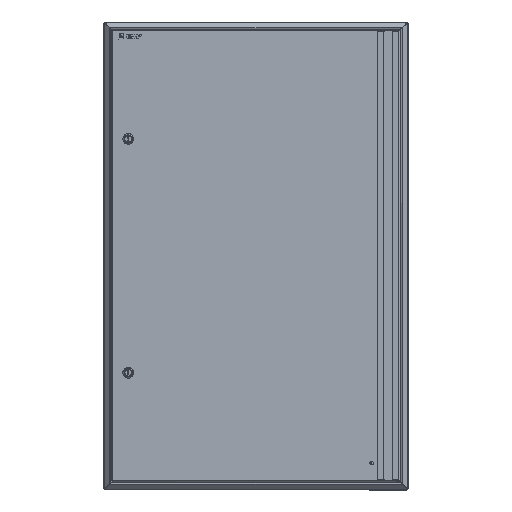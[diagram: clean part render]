
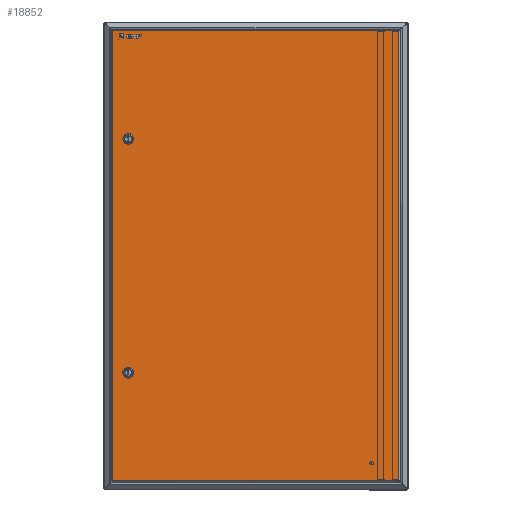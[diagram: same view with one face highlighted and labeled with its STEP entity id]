
A CAD part, top view. The second image highlights one B-rep face of the part: STEP entity #18852.
In plain terms, the highlighted planar face has unit normal (0, 0, 1).
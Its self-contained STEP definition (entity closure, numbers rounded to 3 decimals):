
#3 = VERTEX_POINT ( 'NONE', #7752 ) ;
#90 = DIRECTION ( 'NONE',  ( 1., 0., 0. ) ) ;
#125 = VECTOR ( 'NONE', #30925, 1000. ) ;
#135 = VERTEX_POINT ( 'NONE', #30382 ) ;
#218 = EDGE_LOOP ( 'NONE', ( #3559, #3856, #23891, #19171 ) ) ;
#462 = AXIS2_PLACEMENT_3D ( 'NONE', #802, #17461, #3227 ) ;
#631 = CIRCLE ( 'NONE', #13053, 9.25 ) ;
#775 = ORIENTED_EDGE ( 'NONE', *, *, #25918, .F. ) ;
#802 = CARTESIAN_POINT ( 'NONE',  ( 33.3, 233.03, 0. ) ) ;
#901 = PLANE ( 'NONE',  #21465 ) ;
#950 = CARTESIAN_POINT ( 'NONE',  ( 33.3, 733.03, 0. ) ) ;
#984 = CARTESIAN_POINT ( 'NONE',  ( 24.8, 729.381, 0. ) ) ;
#2553 = CARTESIAN_POINT ( 'NONE',  ( 41.8, 229.381, 0. ) ) ;
#2607 = EDGE_LOOP ( 'NONE', ( #13987, #23304, #11472, #775 ) ) ;
#2976 = EDGE_CURVE ( 'NONE', #6881, #23478, #9242, .T. ) ;
#3227 = DIRECTION ( 'NONE',  ( -1., 0., 0. ) ) ;
#3364 = DIRECTION ( 'NONE',  ( 1., 0., 0. ) ) ;
#3559 = ORIENTED_EDGE ( 'NONE', *, *, #25127, .F. ) ;
#3856 = ORIENTED_EDGE ( 'NONE', *, *, #20910, .F. ) ;
#4294 = CARTESIAN_POINT ( 'NONE',  ( 611.96, 2., 0. ) ) ;
#4424 = VERTEX_POINT ( 'NONE', #26944 ) ;
#4573 = VECTOR ( 'NONE', #28813, 1000. ) ;
#4962 = CARTESIAN_POINT ( 'NONE',  ( 611.96, 1.177, 0. ) ) ;
#5642 = LINE ( 'NONE', #9268, #11226 ) ;
#5731 = CARTESIAN_POINT ( 'NONE',  ( 0., 0., 0. ) ) ;
#5864 = CARTESIAN_POINT ( 'NONE',  ( 41.8, 229.381, 0. ) ) ;
#5905 = LINE ( 'NONE', #27959, #24157 ) ;
#6306 = CARTESIAN_POINT ( 'NONE',  ( 24.8, 236.679, 0. ) ) ;
#6581 = EDGE_CURVE ( 'NONE', #23430, #3, #5905, .T. ) ;
#6877 = DIRECTION ( 'NONE',  ( 0., -1., 0. ) ) ;
#6881 = VERTEX_POINT ( 'NONE', #6306 ) ;
#7345 = EDGE_CURVE ( 'NONE', #24692, #12687, #28960, .T. ) ;
#7402 = CARTESIAN_POINT ( 'NONE',  ( 611.96, 964.06, 0. ) ) ;
#7752 = CARTESIAN_POINT ( 'NONE',  ( 41.8, 736.679, 0. ) ) ;
#7861 = EDGE_LOOP ( 'NONE', ( #20094, #16487, #10485, #17945 ) ) ;
#8114 = DIRECTION ( 'NONE',  ( -1., 0., 0. ) ) ;
#9242 = LINE ( 'NONE', #25548, #21133 ) ;
#9268 = CARTESIAN_POINT ( 'NONE',  ( 612.783, 964.06, 0. ) ) ;
#9281 = CARTESIAN_POINT ( 'NONE',  ( 0., 0., 0. ) ) ;
#9733 = CARTESIAN_POINT ( 'NONE',  ( 33.3, 233.03, 0. ) ) ;
#10130 = VERTEX_POINT ( 'NONE', #984 ) ;
#10201 = VERTEX_POINT ( 'NONE', #29863 ) ;
#10203 = DIRECTION ( 'NONE',  ( 0., 1., 0. ) ) ;
#10275 = AXIS2_PLACEMENT_3D ( 'NONE', #9733, #26363, #12109 ) ;
#10485 = ORIENTED_EDGE ( 'NONE', *, *, #20066, .T. ) ;
#10908 = LINE ( 'NONE', #4962, #4573 ) ;
#11226 = VECTOR ( 'NONE', #28319, 1000. ) ;
#11235 = FACE_BOUND ( 'NONE', #218, .T. ) ;
#11472 = ORIENTED_EDGE ( 'NONE', *, *, #2976, .F. ) ;
#11557 = EDGE_CURVE ( 'NONE', #15239, #135, #5642, .T. ) ;
#11897 = CIRCLE ( 'NONE', #10275, 9.25 ) ;
#12010 = CARTESIAN_POINT ( 'NONE',  ( 0., 2., 0. ) ) ;
#12109 = DIRECTION ( 'NONE',  ( -1., 0., 0. ) ) ;
#12687 = VERTEX_POINT ( 'NONE', #4294 ) ;
#13029 = CARTESIAN_POINT ( 'NONE',  ( 33.3, 733.03, 0. ) ) ;
#13053 = AXIS2_PLACEMENT_3D ( 'NONE', #950, #17603, #3364 ) ;
#13514 = EDGE_CURVE ( 'NONE', #26104, #10201, #17649, .T. ) ;
#13987 = ORIENTED_EDGE ( 'NONE', *, *, #13514, .F. ) ;
#14691 = EDGE_CURVE ( 'NONE', #12687, #15239, #10908, .T. ) ;
#14858 = VECTOR ( 'NONE', #6877, 1000. ) ;
#14926 = CARTESIAN_POINT ( 'NONE',  ( 41.8, 729.381, 0. ) ) ;
#15239 = VERTEX_POINT ( 'NONE', #7402 ) ;
#15404 = DIRECTION ( 'NONE',  ( 1., 0., 0. ) ) ;
#16487 = ORIENTED_EDGE ( 'NONE', *, *, #11557, .T. ) ;
#17101 = LINE ( 'NONE', #28170, #23454 ) ;
#17461 = DIRECTION ( 'NONE',  ( 0., 0., 1. ) ) ;
#17542 = FACE_OUTER_BOUND ( 'NONE', #7861, .T. ) ;
#17603 = DIRECTION ( 'NONE',  ( 0., 0., 1. ) ) ;
#17649 = LINE ( 'NONE', #2553, #125 ) ;
#17945 = ORIENTED_EDGE ( 'NONE', *, *, #7345, .T. ) ;
#18308 = EDGE_CURVE ( 'NONE', #10130, #23430, #631, .T. ) ;
#18852 = ADVANCED_FACE ( 'NONE', ( #11235, #29509, #17542 ), #901, .F. ) ;
#18900 = CARTESIAN_POINT ( 'NONE',  ( 0., 2., 0. ) ) ;
#19171 = ORIENTED_EDGE ( 'NONE', *, *, #18308, .F. ) ;
#19814 = CARTESIAN_POINT ( 'NONE',  ( 24.8, 229.381, 0. ) ) ;
#20066 = EDGE_CURVE ( 'NONE', #135, #24692, #27585, .T. ) ;
#20094 = ORIENTED_EDGE ( 'NONE', *, *, #14691, .T. ) ;
#20910 = EDGE_CURVE ( 'NONE', #3, #4424, #22669, .T. ) ;
#21133 = VECTOR ( 'NONE', #30163, 1000. ) ;
#21465 = AXIS2_PLACEMENT_3D ( 'NONE', #5731, #22369, #8114 ) ;
#21839 = VECTOR ( 'NONE', #90, 1000. ) ;
#22369 = DIRECTION ( 'NONE',  ( 0., 0., -1. ) ) ;
#22669 = CIRCLE ( 'NONE', #29520, 9.25 ) ;
#23148 = DIRECTION ( 'NONE',  ( 0., -1., 0. ) ) ;
#23304 = ORIENTED_EDGE ( 'NONE', *, *, #25304, .F. ) ;
#23430 = VERTEX_POINT ( 'NONE', #14926 ) ;
#23454 = VECTOR ( 'NONE', #23148, 1000. ) ;
#23478 = VERTEX_POINT ( 'NONE', #19814 ) ;
#23891 = ORIENTED_EDGE ( 'NONE', *, *, #6581, .F. ) ;
#24151 = CIRCLE ( 'NONE', #462, 9.25 ) ;
#24157 = VECTOR ( 'NONE', #10203, 1000. ) ;
#24692 = VERTEX_POINT ( 'NONE', #18900 ) ;
#25127 = EDGE_CURVE ( 'NONE', #4424, #10130, #17101, .T. ) ;
#25304 = EDGE_CURVE ( 'NONE', #23478, #26104, #11897, .T. ) ;
#25548 = CARTESIAN_POINT ( 'NONE',  ( 24.8, 229.381, 0. ) ) ;
#25918 = EDGE_CURVE ( 'NONE', #10201, #6881, #24151, .T. ) ;
#26104 = VERTEX_POINT ( 'NONE', #5864 ) ;
#26363 = DIRECTION ( 'NONE',  ( 0., 0., 1. ) ) ;
#26944 = CARTESIAN_POINT ( 'NONE',  ( 24.8, 736.679, 0. ) ) ;
#27585 = LINE ( 'NONE', #9281, #14858 ) ;
#27959 = CARTESIAN_POINT ( 'NONE',  ( 41.8, 736.679, 0. ) ) ;
#28170 = CARTESIAN_POINT ( 'NONE',  ( 24.8, 736.679, 0. ) ) ;
#28319 = DIRECTION ( 'NONE',  ( -1., 0., 0. ) ) ;
#28813 = DIRECTION ( 'NONE',  ( 0., 1., 0. ) ) ;
#28960 = LINE ( 'NONE', #12010, #21839 ) ;
#29509 = FACE_BOUND ( 'NONE', #2607, .T. ) ;
#29520 = AXIS2_PLACEMENT_3D ( 'NONE', #13029, #29735, #15404 ) ;
#29735 = DIRECTION ( 'NONE',  ( 0., 0., 1. ) ) ;
#29863 = CARTESIAN_POINT ( 'NONE',  ( 41.8, 236.679, 0. ) ) ;
#30163 = DIRECTION ( 'NONE',  ( 0., -1., 0. ) ) ;
#30382 = CARTESIAN_POINT ( 'NONE',  ( 0., 964.06, 0. ) ) ;
#30925 = DIRECTION ( 'NONE',  ( 0., 1., 0. ) ) ;
